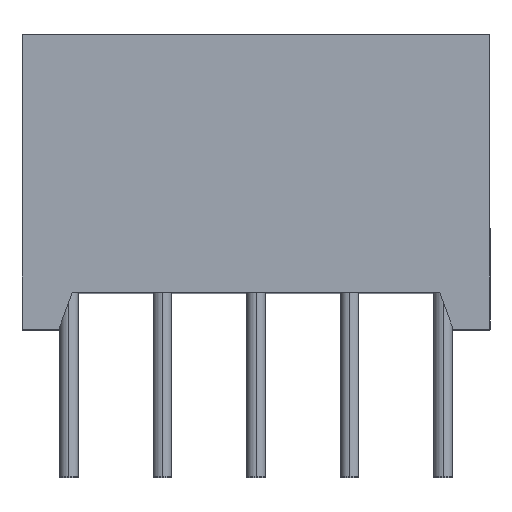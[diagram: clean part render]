
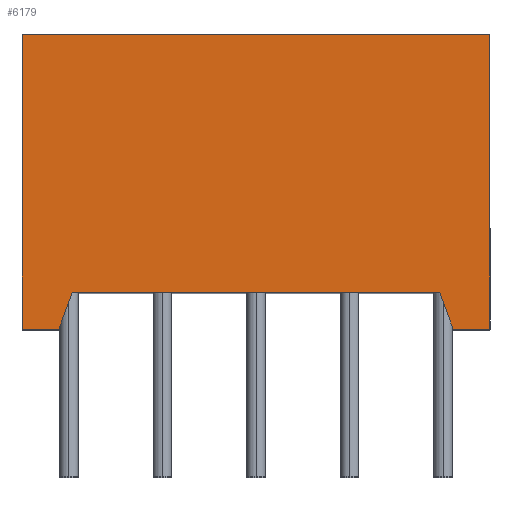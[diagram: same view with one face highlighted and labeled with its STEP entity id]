
A CAD part, top view. The second image highlights one B-rep face of the part: STEP entity #6179.
In plain terms, the highlighted planar face has unit normal (0, 0, 1).
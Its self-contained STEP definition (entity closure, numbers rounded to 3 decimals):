
#243 = VECTOR ( 'NONE', #5985, 1000. ) ;
#244 = VECTOR ( 'NONE', #5988, 1000. ) ;
#833 = LINE ( 'NONE', #834, #921 ) ;
#834 = CARTESIAN_POINT ( 'NONE',  ( 0., -7., 9.5 ) ) ;
#835 = DIRECTION ( 'NONE',  ( 1., 0., 0. ) ) ;
#921 = VECTOR ( 'NONE', #835, 1000. ) ;
#2657 = EDGE_CURVE ( 'NONE', #6439, #6440, #5719, .T. ) ;
#2674 = EDGE_CURVE ( 'NONE', #6446, #6586, #5770, .T. ) ;
#2774 = EDGE_CURVE ( 'NONE', #6636, #6635, #5778, .T. ) ;
#2833 = ORIENTED_EDGE ( 'NONE', *, *, #2845, .T. ) ;
#2834 = ORIENTED_EDGE ( 'NONE', *, *, #2854, .T. ) ;
#2835 = ORIENTED_EDGE ( 'NONE', *, *, #3215, .T. ) ;
#2843 = EDGE_CURVE ( 'NONE', #6446, #6479, #5953, .T. ) ;
#2845 = EDGE_CURVE ( 'NONE', #6439, #6636, #5959, .T. ) ;
#2853 = EDGE_CURVE ( 'NONE', #6479, #6635, #5983, .T. ) ;
#2854 = EDGE_CURVE ( 'NONE', #6585, #6440, #5986, .T. ) ;
#2862 = ORIENTED_EDGE ( 'NONE', *, *, #2674, .T. ) ;
#2863 = ORIENTED_EDGE ( 'NONE', *, *, #2657, .F. ) ;
#2885 = ORIENTED_EDGE ( 'NONE', *, *, #2843, .F. ) ;
#2886 = ORIENTED_EDGE ( 'NONE', *, *, #2853, .F. ) ;
#2887 = ORIENTED_EDGE ( 'NONE', *, *, #2774, .T. ) ;
#3215 = EDGE_CURVE ( 'NONE', #6586, #6585, #833, .T. ) ;
#4652 = EDGE_LOOP ( 'NONE', ( #2862, #2835, #2834, #2863, #2833, #2887, #2886, #2885 ) ) ;
#5719 = LINE ( 'NONE', #5720, #6804 ) ;
#5720 = CARTESIAN_POINT ( 'NONE',  ( 0., -8., 9.5 ) ) ;
#5721 = DIRECTION ( 'NONE',  ( -1., 0., 0. ) ) ;
#5770 = LINE ( 'NONE', #5771, #6004 ) ;
#5771 = CARTESIAN_POINT ( 'NONE',  ( -7.236, -13.182, 9.5 ) ) ;
#5772 = DIRECTION ( 'NONE',  ( 0.342, 0.94, 0. ) ) ;
#5778 = LINE ( 'NONE', #5854, #6033 ) ;
#5854 = CARTESIAN_POINT ( 'NONE',  ( 0., 0., 9.5 ) ) ;
#5855 = DIRECTION ( 'NONE',  ( -1., 0., 0. ) ) ;
#5953 = LINE ( 'NONE', #5954, #6065 ) ;
#5954 = CARTESIAN_POINT ( 'NONE',  ( 0., -8., 9.5 ) ) ;
#5955 = DIRECTION ( 'NONE',  ( -1., 0., 0. ) ) ;
#5959 = LINE ( 'NONE', #5960, #6067 ) ;
#5960 = CARTESIAN_POINT ( 'NONE',  ( 6.35, -8., 9.5 ) ) ;
#5961 = DIRECTION ( 'NONE',  ( 0., 1., 0. ) ) ;
#5983 = LINE ( 'NONE', #5984, #243 ) ;
#5984 = CARTESIAN_POINT ( 'NONE',  ( -6.35, -8., 9.5 ) ) ;
#5985 = DIRECTION ( 'NONE',  ( 0., 1., 0. ) ) ;
#5986 = LINE ( 'NONE', #5987, #244 ) ;
#5987 = CARTESIAN_POINT ( 'NONE',  ( 7.236, -13.182, 9.5 ) ) ;
#5988 = DIRECTION ( 'NONE',  ( 0.342, -0.94, 0. ) ) ;
#6004 = VECTOR ( 'NONE', #5772, 1000. ) ;
#6033 = VECTOR ( 'NONE', #5855, 1000. ) ;
#6065 = VECTOR ( 'NONE', #5955, 1000. ) ;
#6067 = VECTOR ( 'NONE', #5961, 1000. ) ;
#6179 = ADVANCED_FACE ( 'NONE', ( #12250 ), #11738, .F. ) ;
#6439 = VERTEX_POINT ( 'NONE', #14433 ) ;
#6440 = VERTEX_POINT ( 'NONE', #14434 ) ;
#6446 = VERTEX_POINT ( 'NONE', #14440 ) ;
#6479 = VERTEX_POINT ( 'NONE', #14473 ) ;
#6585 = VERTEX_POINT ( 'NONE', #14579 ) ;
#6586 = VERTEX_POINT ( 'NONE', #14580 ) ;
#6635 = VERTEX_POINT ( 'NONE', #14613 ) ;
#6636 = VERTEX_POINT ( 'NONE', #14614 ) ;
#6804 = VECTOR ( 'NONE', #5721, 1000. ) ;
#11738 = PLANE ( 'NONE',  #12256 ) ;
#11739 = CARTESIAN_POINT ( 'NONE',  ( 0., -8., 9.5 ) ) ;
#11740 = DIRECTION ( 'NONE',  ( 0., 0., -1. ) ) ;
#11741 = DIRECTION ( 'NONE',  ( -1., 0., 0. ) ) ;
#12250 = FACE_OUTER_BOUND ( 'NONE', #4652, .T. ) ;
#12256 = AXIS2_PLACEMENT_3D ( 'NONE', #11739, #11740, #11741 ) ;
#14433 = CARTESIAN_POINT ( 'NONE',  ( 6.35, -8., 9.5 ) ) ;
#14434 = CARTESIAN_POINT ( 'NONE',  ( 5.35, -8., 9.5 ) ) ;
#14440 = CARTESIAN_POINT ( 'NONE',  ( -5.35, -8., 9.5 ) ) ;
#14473 = CARTESIAN_POINT ( 'NONE',  ( -6.35, -8., 9.5 ) ) ;
#14579 = CARTESIAN_POINT ( 'NONE',  ( 4.986, -7., 9.5 ) ) ;
#14580 = CARTESIAN_POINT ( 'NONE',  ( -4.986, -7., 9.5 ) ) ;
#14613 = CARTESIAN_POINT ( 'NONE',  ( -6.35, 0., 9.5 ) ) ;
#14614 = CARTESIAN_POINT ( 'NONE',  ( 6.35, 0., 9.5 ) ) ;
